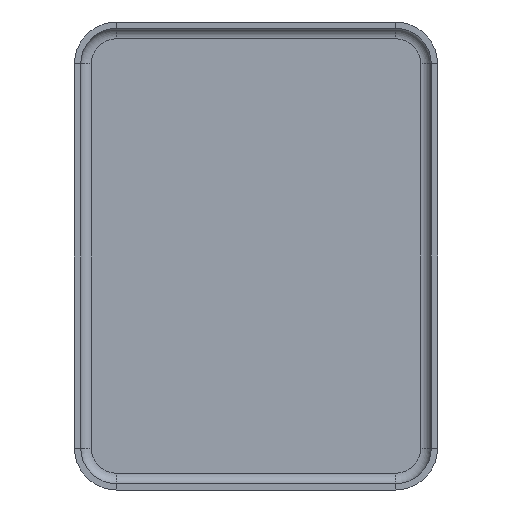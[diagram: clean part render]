
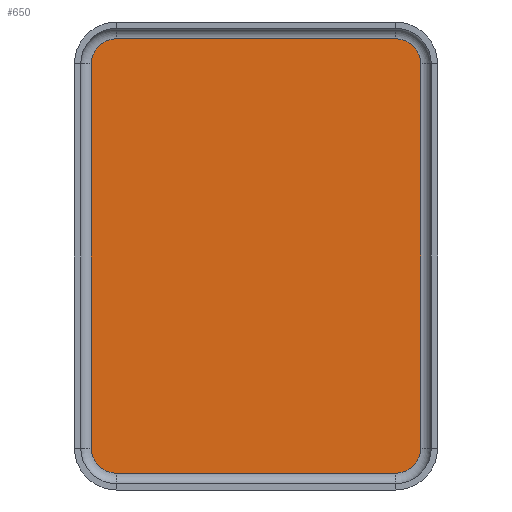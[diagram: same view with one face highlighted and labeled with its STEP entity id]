
A CAD part, front view. The second image highlights one B-rep face of the part: STEP entity #650.
In plain terms, the highlighted planar face has unit normal (0, -1, 0).
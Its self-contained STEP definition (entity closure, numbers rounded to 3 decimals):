
#1 = ORIENTED_EDGE ( 'NONE', *, *, #1049, .F. ) ;
#46 = ORIENTED_EDGE ( 'NONE', *, *, #138, .F. ) ;
#47 = CARTESIAN_POINT ( 'NONE',  ( -7.85, -0.3, -9.15 ) ) ;
#73 = DIRECTION ( 'NONE',  ( 0., 0., 1. ) ) ;
#101 = VERTEX_POINT ( 'NONE', #422 ) ;
#115 = VECTOR ( 'NONE', #821, 1000. ) ;
#137 = DIRECTION ( 'NONE',  ( 0., 0., 1. ) ) ;
#138 = EDGE_CURVE ( 'NONE', #860, #1152, #200, .T. ) ;
#144 = LINE ( 'NONE', #1009, #591 ) ;
#196 = VERTEX_POINT ( 'NONE', #945 ) ;
#200 = CIRCLE ( 'NONE', #537, 1.2 ) ;
#202 = DIRECTION ( 'NONE',  ( -1., 0., 0. ) ) ;
#207 = DIRECTION ( 'NONE',  ( 0., 0., -1. ) ) ;
#230 = DIRECTION ( 'NONE',  ( 0., 0., 1. ) ) ;
#245 = VERTEX_POINT ( 'NONE', #350 ) ;
#263 = FACE_OUTER_BOUND ( 'NONE', #529, .T. ) ;
#298 = CARTESIAN_POINT ( 'NONE',  ( 6.65, -0.3, -9.15 ) ) ;
#313 = DIRECTION ( 'NONE',  ( 0., 0., 1. ) ) ;
#330 = DIRECTION ( 'NONE',  ( 0., 0., -1. ) ) ;
#350 = CARTESIAN_POINT ( 'NONE',  ( 7.85, -0.3, -9.15 ) ) ;
#376 = AXIS2_PLACEMENT_3D ( 'NONE', #584, #1119, #137 ) ;
#403 = LINE ( 'NONE', #910, #115 ) ;
#422 = CARTESIAN_POINT ( 'NONE',  ( -6.65, -0.3, -10.35 ) ) ;
#433 = ORIENTED_EDGE ( 'NONE', *, *, #733, .F. ) ;
#443 = CARTESIAN_POINT ( 'NONE',  ( -6.65, -0.3, 10.35 ) ) ;
#449 = ORIENTED_EDGE ( 'NONE', *, *, #1012, .F. ) ;
#457 = VECTOR ( 'NONE', #230, 1000. ) ;
#472 = EDGE_CURVE ( 'NONE', #1152, #706, #403, .T. ) ;
#489 = CARTESIAN_POINT ( 'NONE',  ( 6.65, -0.3, -10.35 ) ) ;
#494 = ORIENTED_EDGE ( 'NONE', *, *, #716, .F. ) ;
#502 = DIRECTION ( 'NONE',  ( 0., 1., 0. ) ) ;
#525 = LINE ( 'NONE', #47, #457 ) ;
#528 = VECTOR ( 'NONE', #330, 1000. ) ;
#529 = EDGE_LOOP ( 'NONE', ( #814, #725, #46, #449, #1, #494, #433, #614 ) ) ;
#531 = AXIS2_PLACEMENT_3D ( 'NONE', #298, #915, #313 ) ;
#537 = AXIS2_PLACEMENT_3D ( 'NONE', #775, #502, #1034 ) ;
#584 = CARTESIAN_POINT ( 'NONE',  ( 6.65, -0.3, 9.15 ) ) ;
#591 = VECTOR ( 'NONE', #202, 1000. ) ;
#614 = ORIENTED_EDGE ( 'NONE', *, *, #820, .F. ) ;
#650 = ADVANCED_FACE ( 'NONE', ( #263 ), #896, .T. ) ;
#705 = AXIS2_PLACEMENT_3D ( 'NONE', #976, #708, #73 ) ;
#706 = VERTEX_POINT ( 'NONE', #752 ) ;
#708 = DIRECTION ( 'NONE',  ( 0., 1., 0. ) ) ;
#716 = EDGE_CURVE ( 'NONE', #754, #101, #144, .T. ) ;
#725 = ORIENTED_EDGE ( 'NONE', *, *, #472, .F. ) ;
#731 = VERTEX_POINT ( 'NONE', #829 ) ;
#733 = EDGE_CURVE ( 'NONE', #245, #754, #766, .T. ) ;
#752 = CARTESIAN_POINT ( 'NONE',  ( 6.65, -0.3, 10.35 ) ) ;
#754 = VERTEX_POINT ( 'NONE', #489 ) ;
#756 = DIRECTION ( 'NONE',  ( 0., -1., 0. ) ) ;
#766 = CIRCLE ( 'NONE', #531, 1.2 ) ;
#773 = CARTESIAN_POINT ( 'NONE',  ( 7.85, -0.3, 9.15 ) ) ;
#775 = CARTESIAN_POINT ( 'NONE',  ( -6.65, -0.3, 9.15 ) ) ;
#795 = AXIS2_PLACEMENT_3D ( 'NONE', #991, #756, #207 ) ;
#806 = EDGE_CURVE ( 'NONE', #706, #196, #1045, .T. ) ;
#814 = ORIENTED_EDGE ( 'NONE', *, *, #806, .F. ) ;
#820 = EDGE_CURVE ( 'NONE', #196, #245, #1006, .T. ) ;
#821 = DIRECTION ( 'NONE',  ( 1., 0., 0. ) ) ;
#829 = CARTESIAN_POINT ( 'NONE',  ( -7.85, -0.3, -9.15 ) ) ;
#860 = VERTEX_POINT ( 'NONE', #1029 ) ;
#869 = CIRCLE ( 'NONE', #705, 1.2 ) ;
#896 = PLANE ( 'NONE',  #795 ) ;
#910 = CARTESIAN_POINT ( 'NONE',  ( -6.65, -0.3, 10.35 ) ) ;
#915 = DIRECTION ( 'NONE',  ( 0., 1., 0. ) ) ;
#945 = CARTESIAN_POINT ( 'NONE',  ( 7.85, -0.3, 9.15 ) ) ;
#976 = CARTESIAN_POINT ( 'NONE',  ( -6.65, -0.3, -9.15 ) ) ;
#991 = CARTESIAN_POINT ( 'NONE',  ( 6.65, -0.3, 9.15 ) ) ;
#1006 = LINE ( 'NONE', #773, #528 ) ;
#1009 = CARTESIAN_POINT ( 'NONE',  ( 6.65, -0.3, -10.35 ) ) ;
#1012 = EDGE_CURVE ( 'NONE', #731, #860, #525, .T. ) ;
#1029 = CARTESIAN_POINT ( 'NONE',  ( -7.85, -0.3, 9.15 ) ) ;
#1034 = DIRECTION ( 'NONE',  ( 0., 0., 1. ) ) ;
#1045 = CIRCLE ( 'NONE', #376, 1.2 ) ;
#1049 = EDGE_CURVE ( 'NONE', #101, #731, #869, .T. ) ;
#1119 = DIRECTION ( 'NONE',  ( 0., 1., 0. ) ) ;
#1152 = VERTEX_POINT ( 'NONE', #443 ) ;
